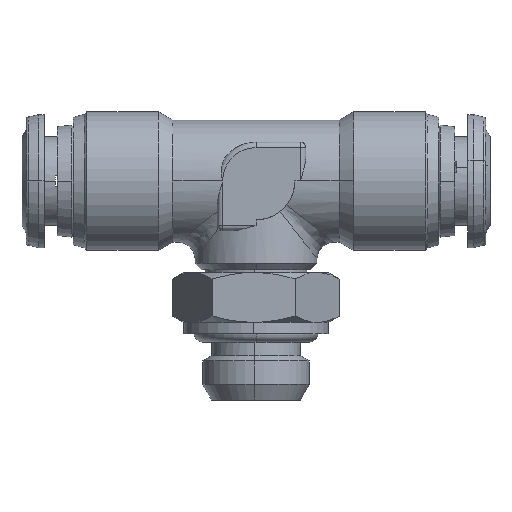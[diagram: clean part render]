
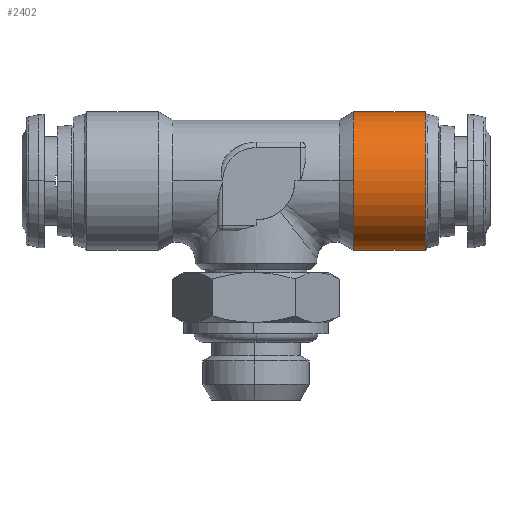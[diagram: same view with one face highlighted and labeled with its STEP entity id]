
A CAD part, top view. The second image highlights one B-rep face of the part: STEP entity #2402.
In plain terms, the highlighted cylindrical face has radius 6.25 mm (diameter 12.5 mm), a partial arc.
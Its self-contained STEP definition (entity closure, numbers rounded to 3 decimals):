
#1815 = CARTESIAN_POINT ( 'NONE',  ( 193.394, 197.496, 0. ) ) ;
#1816 = CARTESIAN_POINT ( 'NONE',  ( 193.394, 184.996, 0. ) ) ;
#1818 = CARTESIAN_POINT ( 'NONE',  ( 186.925, 184.996, 0. ) ) ;
#1820 = CARTESIAN_POINT ( 'NONE',  ( 186.925, 197.496, 0. ) ) ;
#1837 = CARTESIAN_POINT ( 'NONE',  ( 186.925, 191.246, 6.25 ) ) ;
#2047 = EDGE_LOOP ( 'NONE', ( #7102, #7103, #7104, #7105, #7106 ) ) ;
#2402 = ADVANCED_FACE ( 'NONE', ( #7223 ), #7243, .T. ) ;
#3503 = EDGE_CURVE ( 'NONE', #6971, #6990, #7555, .T. ) ;
#3504 = EDGE_CURVE ( 'NONE', #6971, #6969, #7557, .T. ) ;
#3505 = EDGE_CURVE ( 'NONE', #6969, #6968, #7558, .T. ) ;
#3506 = EDGE_CURVE ( 'NONE', #6973, #6968, #7561, .T. ) ;
#3507 = EDGE_CURVE ( 'NONE', #6990, #6973, #7559, .T. ) ;
#3873 = CARTESIAN_POINT ( 'NONE',  ( 190.855, 191.246, 0. ) ) ;
#3874 = DIRECTION ( 'NONE',  ( 1., 0., 0. ) ) ;
#3882 = DIRECTION ( 'NONE',  ( 0., 1., 0. ) ) ;
#6968 = VERTEX_POINT ( 'NONE', #1815 ) ;
#6969 = VERTEX_POINT ( 'NONE', #1816 ) ;
#6971 = VERTEX_POINT ( 'NONE', #1818 ) ;
#6973 = VERTEX_POINT ( 'NONE', #1820 ) ;
#6990 = VERTEX_POINT ( 'NONE', #1837 ) ;
#7102 = ORIENTED_EDGE ( 'NONE', *, *, #3503, .F. ) ;
#7103 = ORIENTED_EDGE ( 'NONE', *, *, #3504, .T. ) ;
#7104 = ORIENTED_EDGE ( 'NONE', *, *, #3505, .T. ) ;
#7105 = ORIENTED_EDGE ( 'NONE', *, *, #3506, .F. ) ;
#7106 = ORIENTED_EDGE ( 'NONE', *, *, #3507, .F. ) ;
#7223 = FACE_OUTER_BOUND ( 'NONE', #2047, .T. ) ;
#7243 = CYLINDRICAL_SURFACE ( 'NONE', #8319, 6.25 ) ;
#7555 = CIRCLE ( 'NONE', #8398, 6.25 ) ;
#7557 = LINE ( 'NONE', #7924, #7560 ) ;
#7558 = CIRCLE ( 'NONE', #8399, 6.25 ) ;
#7559 = CIRCLE ( 'NONE', #8400, 6.25 ) ;
#7560 = VECTOR ( 'NONE', #7913, 1000. ) ;
#7561 = LINE ( 'NONE', #7928, #7563 ) ;
#7563 = VECTOR ( 'NONE', #7917, 1000. ) ;
#7913 = DIRECTION ( 'NONE',  ( 1., 0., 0. ) ) ;
#7917 = DIRECTION ( 'NONE',  ( 1., 0., 0. ) ) ;
#7924 = CARTESIAN_POINT ( 'NONE',  ( 190.855, 184.996, 0. ) ) ;
#7925 = CARTESIAN_POINT ( 'NONE',  ( 186.925, 191.246, 0. ) ) ;
#7926 = DIRECTION ( 'NONE',  ( -1., 0., 0. ) ) ;
#7927 = DIRECTION ( 'NONE',  ( 0., 1., 0. ) ) ;
#7928 = CARTESIAN_POINT ( 'NONE',  ( 190.855, 197.496, 0. ) ) ;
#7929 = CARTESIAN_POINT ( 'NONE',  ( 193.394, 191.246, 0. ) ) ;
#7930 = DIRECTION ( 'NONE',  ( -1., 0., 0. ) ) ;
#7931 = DIRECTION ( 'NONE',  ( 0., -1., 0. ) ) ;
#7933 = CARTESIAN_POINT ( 'NONE',  ( 186.925, 191.246, 0. ) ) ;
#7934 = DIRECTION ( 'NONE',  ( -1., 0., 0. ) ) ;
#7935 = DIRECTION ( 'NONE',  ( 0., 1., 0. ) ) ;
#8319 = AXIS2_PLACEMENT_3D ( 'NONE', #3873, #3874, #3882 ) ;
#8398 = AXIS2_PLACEMENT_3D ( 'NONE', #7925, #7926, #7927 ) ;
#8399 = AXIS2_PLACEMENT_3D ( 'NONE', #7929, #7930, #7931 ) ;
#8400 = AXIS2_PLACEMENT_3D ( 'NONE', #7933, #7934, #7935 ) ;
